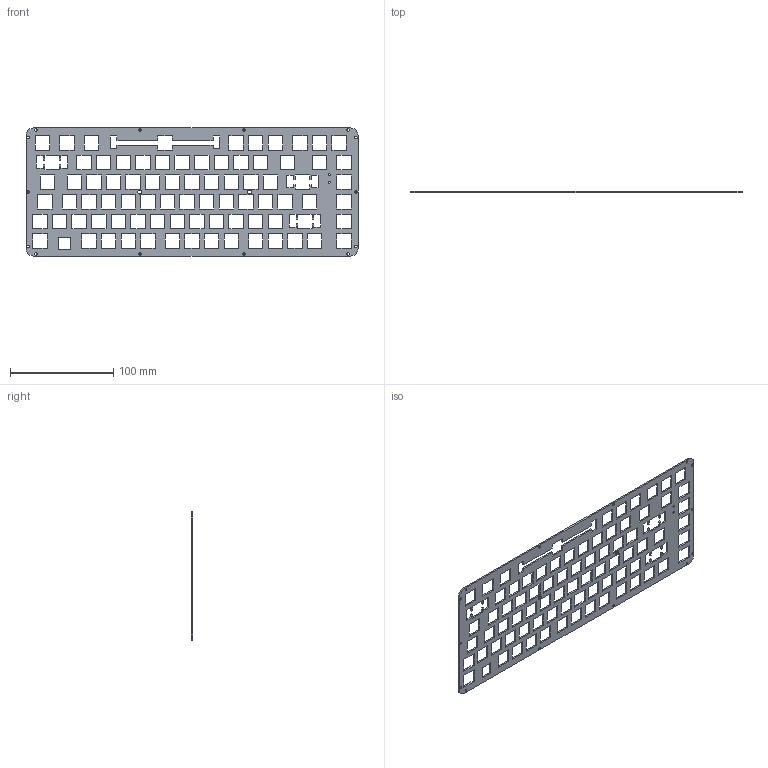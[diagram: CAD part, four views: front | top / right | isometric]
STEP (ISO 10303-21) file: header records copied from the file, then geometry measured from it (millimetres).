
FILE_DESCRIPTION(/* description */ (''),/* implementation_level */ '2;1');
FILE_NAME(/* name */ 'new keyboard case v24.step',/* time_stamp */ '2023-09-26T03:22:32+08:00',/* author */ (''),/* organization */ (''),/* preprocessor_version */ 'ST-DEVELOPER v20',/* originating_system */ 'Autodesk Translation Framework v12.9.0.99',/* authorisation */ '');
FILE_SCHEMA (('AUTOMOTIVE_DESIGN { 1 0 10303 214 3 1 1 }'));
Length unit declared in the file: millimetre
Products named in the file (1): new keyboard case
Bounding box: 322.32 x 1.5 x 124.46 mm (x, y, z)
Volume: 34035.4 mm3; surface area: 54487.6 mm2
Topology: 1 solids, 1 shells, 424 faces, 1266 edges, 844 vertices
Faces by surface type: plane 402, cylinder 22
Full cylindrical faces by diameter (mm): 2 x2, 2.4 x14, 4 x2
Entity records: 14469 total; most frequent: CARTESIAN_POINT 2535, ORIENTED_EDGE 2532, DIRECTION 2160, EDGE_CURVE 1266, LINE 1222, VECTOR 1222, VERTEX_POINT 844, EDGE_LOOP 626
